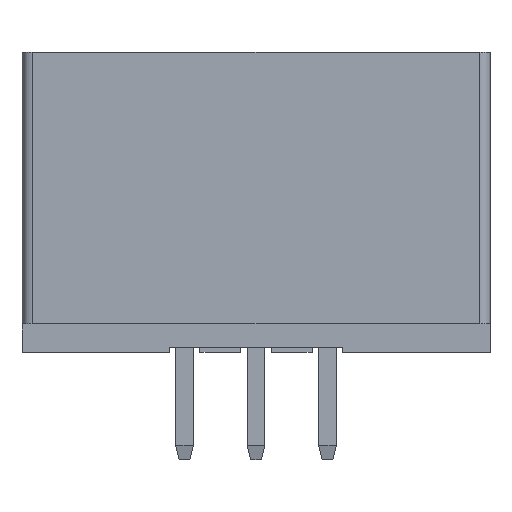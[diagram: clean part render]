
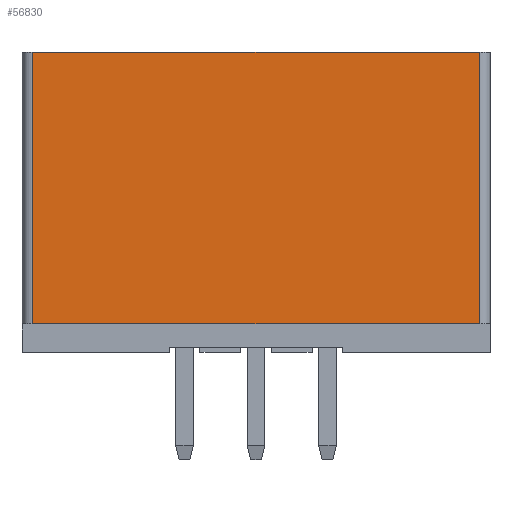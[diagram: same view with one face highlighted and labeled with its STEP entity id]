
A CAD part, front view. The second image highlights one B-rep face of the part: STEP entity #56830.
In plain terms, the highlighted face is planar.
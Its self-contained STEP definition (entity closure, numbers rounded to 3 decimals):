
#35870=CARTESIAN_POINT('',(1.686,-4.531,21.))
;
#35880=VERTEX_POINT('',#35870);
#38650=CARTESIAN_POINT('',(1.686,-4.531,33.5))
;
#38660=VERTEX_POINT('',#38650);
#38690=CARTESIAN_POINT('',(1.686,-4.531,0.));
#38700=DIRECTION('',(0.,0.,1.));
#38710=VECTOR('',#38700,1.);
#38720=LINE('',#38690,#38710);
#38730=EDGE_CURVE('',#35880,#38660,#38720,.T.);
#39820=CARTESIAN_POINT('',(1.686,3.069,
33.5));
#39830=VERTEX_POINT('',#39820);
#39860=CARTESIAN_POINT('',(1.686,-4.531,
33.5));
#39870=DIRECTION('',(0.,1.,0.));
#39880=VECTOR('',#39870,1.);
#39890=LINE('',#39860,#39880);
#39900=EDGE_CURVE('',#38660,#39830,#39890,.T.);
#56600=CARTESIAN_POINT('',(1.686,3.265,27.412));
#56610=DIRECTION('',(1.,0.,0.));
#56620=DIRECTION('',(0.,-1.,0.));
#56630=AXIS2_PLACEMENT_3D('',#56600,#56610,#56620);
#56640=PLANE('',#56630);
#56650=ORIENTED_EDGE('',*,*,#39900,.F.);
#56660=CARTESIAN_POINT('',(1.686,3.069,24.));
#56670=DIRECTION('',(0.,0.,-1.));
#56680=VECTOR('',#56670,1.);
#56690=LINE('',#56660,#56680);
#56700=CARTESIAN_POINT('',(1.686,3.069,
21.));
#56710=VERTEX_POINT('',#56700);
#56720=EDGE_CURVE('',#39830,#56710,#56690,.T.);
#56730=ORIENTED_EDGE('',*,*,#56720,.F.);
#56740=CARTESIAN_POINT('',(1.686,3.069,
21.));
#56750=DIRECTION('',(0.,-1.,0.));
#56760=VECTOR('',#56750,1.);
#56770=LINE('',#56740,#56760);
#56780=EDGE_CURVE('',#56710,#35880,#56770,.T.);
#56790=ORIENTED_EDGE('',*,*,#56780,.F.);
#56800=ORIENTED_EDGE('',*,*,#38730,.F.);
#56810=EDGE_LOOP('',(#56800,#56790,#56730,#56650));
#56820=FACE_OUTER_BOUND('',#56810,.T.);
#56830=ADVANCED_FACE('',(#56820),#56640,.T.);
